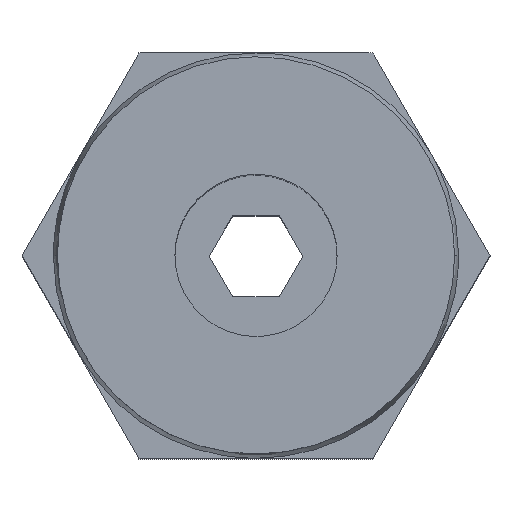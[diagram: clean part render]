
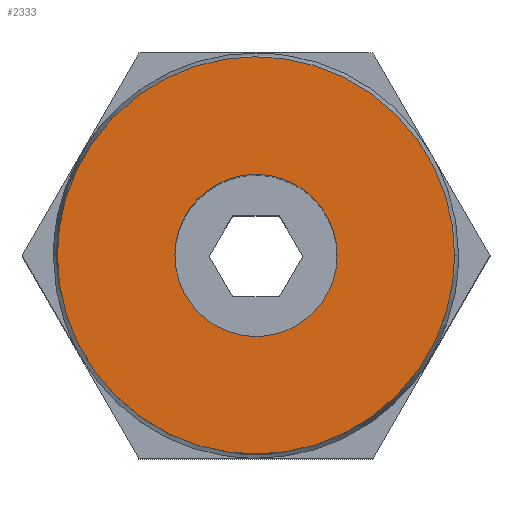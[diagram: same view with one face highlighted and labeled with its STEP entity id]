
A CAD part, top view. The second image highlights one B-rep face of the part: STEP entity #2333.
In plain terms, the highlighted free-form (B-spline) face has degree [1, 1] with [2, 2] control points.
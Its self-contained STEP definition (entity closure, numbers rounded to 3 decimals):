
#22 = VERTEX_POINT('',#23);
#23 = CARTESIAN_POINT('',(-2.476,0.,17.331));
#41 = VERTEX_POINT('',#42);
#42 = CARTESIAN_POINT('',(2.476,0.,
    17.331));
#47 = EDGE_CURVE('',#22,#41,#48,.T.);
#48 = ( BOUNDED_CURVE() B_SPLINE_CURVE(2,(#49,#50,#51,#52,#53),
.UNSPECIFIED.,.F.,.F.) B_SPLINE_CURVE_WITH_KNOTS((3,2,3),(3.142,
4.712,6.283),.PIECEWISE_BEZIER_KNOTS.) CURVE() 
GEOMETRIC_REPRESENTATION_ITEM() RATIONAL_B_SPLINE_CURVE((1.,
0.707,1.,0.707,1.)) REPRESENTATION_ITEM('') );
#49 = CARTESIAN_POINT('',(-2.476,0.,
    17.331));
#50 = CARTESIAN_POINT('',(-2.476,-2.476,
    17.331));
#51 = CARTESIAN_POINT('',(0.,-2.476,
    17.331));
#52 = CARTESIAN_POINT('',(2.476,-2.476,17.331
    ));
#53 = CARTESIAN_POINT('',(2.476,0.,
    17.331));
#69 = EDGE_CURVE('',#70,#72,#74,.T.);
#70 = VERTEX_POINT('',#71);
#71 = CARTESIAN_POINT('',(6.066,0.,
    17.331));
#72 = VERTEX_POINT('',#73);
#73 = CARTESIAN_POINT('',(-6.066,0.,17.331));
#74 = ( BOUNDED_CURVE() B_SPLINE_CURVE(2,(#75,#76,#77,#78,#79),
.UNSPECIFIED.,.F.,.F.) B_SPLINE_CURVE_WITH_KNOTS((3,2,3),(0.,
1.571,3.142),.PIECEWISE_BEZIER_KNOTS.) CURVE() 
GEOMETRIC_REPRESENTATION_ITEM() RATIONAL_B_SPLINE_CURVE((1.,
0.707,1.,0.707,1.)) REPRESENTATION_ITEM('') );
#75 = CARTESIAN_POINT('',(6.066,0.,17.331));
#76 = CARTESIAN_POINT('',(6.066,6.066,17.331)
  );
#77 = CARTESIAN_POINT('',(0.,6.066,
    17.331));
#78 = CARTESIAN_POINT('',(-6.066,6.066,17.331
    ));
#79 = CARTESIAN_POINT('',(-6.066,0.,
    17.331));
#2333 = ADVANCED_FACE('',(#2334,#2345),#2356,.T.);
#2334 = FACE_BOUND('',#2335,.T.);
#2335 = EDGE_LOOP('',(#2336,#2344));
#2336 = ORIENTED_EDGE('',*,*,#2337,.T.);
#2337 = EDGE_CURVE('',#72,#70,#2338,.T.);
#2338 = ( BOUNDED_CURVE() B_SPLINE_CURVE(2,(#2339,#2340,#2341,#2342,
#2343),.UNSPECIFIED.,.F.,.F.) B_SPLINE_CURVE_WITH_KNOTS((3,2,3),(
    3.142,4.712,6.283),
.PIECEWISE_BEZIER_KNOTS.) CURVE() GEOMETRIC_REPRESENTATION_ITEM() 
RATIONAL_B_SPLINE_CURVE((1.,0.707,1.,0.707,1.)) 
REPRESENTATION_ITEM('') );
#2339 = CARTESIAN_POINT('',(-6.066,0.,
    17.331));
#2340 = CARTESIAN_POINT('',(-6.066,-6.066,
    17.331));
#2341 = CARTESIAN_POINT('',(0.,-6.066,
    17.331));
#2342 = CARTESIAN_POINT('',(6.066,-6.066,
    17.331));
#2343 = CARTESIAN_POINT('',(6.066,0.,
    17.331));
#2344 = ORIENTED_EDGE('',*,*,#69,.T.);
#2345 = FACE_BOUND('',#2346,.T.);
#2346 = EDGE_LOOP('',(#2347,#2348));
#2347 = ORIENTED_EDGE('',*,*,#47,.F.);
#2348 = ORIENTED_EDGE('',*,*,#2349,.F.);
#2349 = EDGE_CURVE('',#41,#22,#2350,.T.);
#2350 = ( BOUNDED_CURVE() B_SPLINE_CURVE(2,(#2351,#2352,#2353,#2354,
#2355),.UNSPECIFIED.,.F.,.F.) B_SPLINE_CURVE_WITH_KNOTS((3,2,3),(0.,
1.571,3.142),.PIECEWISE_BEZIER_KNOTS.) CURVE() 
GEOMETRIC_REPRESENTATION_ITEM() RATIONAL_B_SPLINE_CURVE((1.,
0.707,1.,0.707,1.)) REPRESENTATION_ITEM('') );
#2351 = CARTESIAN_POINT('',(2.476,0.,17.331));
#2352 = CARTESIAN_POINT('',(2.476,2.476,
    17.331));
#2353 = CARTESIAN_POINT('',(0.,2.476,
    17.331));
#2354 = CARTESIAN_POINT('',(-2.476,2.476,
    17.331));
#2355 = CARTESIAN_POINT('',(-2.476,0.,
    17.331));
#2356 = B_SPLINE_SURFACE_WITH_KNOTS('',1,1,(
    (#2357,#2358)
    ,(#2359,#2360
    )),.UNSPECIFIED.,.F.,.F.,.F.,(2,2),(2,2),(-4.9,4.9),(-4.9,4.9),
  .PIECEWISE_BEZIER_KNOTS.);
#2357 = CARTESIAN_POINT('',(-6.066,-6.066,
    17.331));
#2358 = CARTESIAN_POINT('',(-6.066,6.066,
    17.331));
#2359 = CARTESIAN_POINT('',(6.066,-6.066,
    17.331));
#2360 = CARTESIAN_POINT('',(6.066,6.066,
    17.331));
